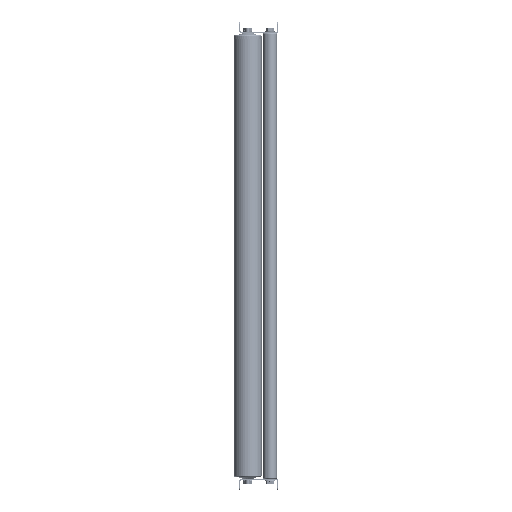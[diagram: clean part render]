
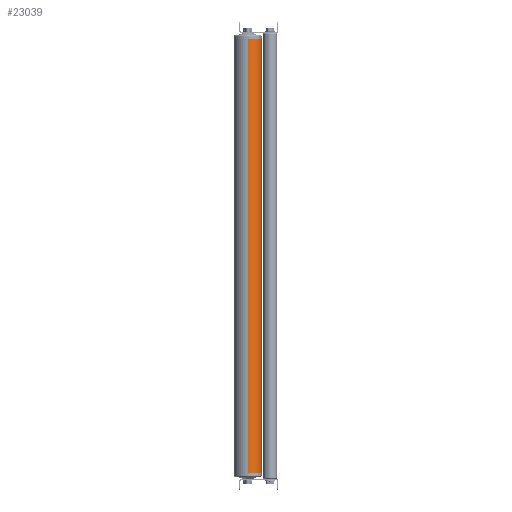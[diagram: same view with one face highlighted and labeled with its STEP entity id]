
A CAD part, left-side view. The second image highlights one B-rep face of the part: STEP entity #23039.
In plain terms, the highlighted cylindrical face has radius 25 mm (diameter 50 mm), a partial arc.
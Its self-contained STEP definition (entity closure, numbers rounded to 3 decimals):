
#2476 = DIRECTION ( 'NONE',  ( -1., 0., 0. ) ) ;
#6091 = CYLINDRICAL_SURFACE ( 'NONE', #31091, 25. ) ;
#7041 = VECTOR ( 'NONE', #2476, 1000. ) ;
#7503 = CARTESIAN_POINT ( 'NONE',  ( 780., 0., -25. ) ) ;
#8160 = LINE ( 'NONE', #7503, #54759 ) ;
#9143 = VERTEX_POINT ( 'NONE', #16174 ) ;
#10676 = CARTESIAN_POINT ( 'NONE',  ( 780., 0., 0. ) ) ;
#12643 = CARTESIAN_POINT ( 'NONE',  ( 780., 0., 25. ) ) ;
#13868 = EDGE_CURVE ( 'NONE', #22095, #35789, #57216, .T. ) ;
#16174 = CARTESIAN_POINT ( 'NONE',  ( 0., 0., -25. ) ) ;
#18738 = DIRECTION ( 'NONE',  ( 0., 0., -1. ) ) ;
#19310 = ORIENTED_EDGE ( 'NONE', *, *, #19713, .T. ) ;
#19713 = EDGE_CURVE ( 'NONE', #35789, #9143, #52846, .T. ) ;
#22095 = VERTEX_POINT ( 'NONE', #52897 ) ;
#22467 = EDGE_CURVE ( 'NONE', #22095, #43940, #42554, .T. ) ;
#23039 = ADVANCED_FACE ( 'NONE', ( #35575 ), #6091, .T. ) ;
#24648 = DIRECTION ( 'NONE',  ( 1., 0., 0. ) ) ;
#26105 = DIRECTION ( 'NONE',  ( -1., 0., 0. ) ) ;
#31091 = AXIS2_PLACEMENT_3D ( 'NONE', #10676, #26105, #46099 ) ;
#32496 = CARTESIAN_POINT ( 'NONE',  ( 0., 0., 25. ) ) ;
#34152 = AXIS2_PLACEMENT_3D ( 'NONE', #49541, #24648, #18738 ) ;
#35575 = FACE_OUTER_BOUND ( 'NONE', #61832, .T. ) ;
#35789 = VERTEX_POINT ( 'NONE', #32496 ) ;
#39568 = ORIENTED_EDGE ( 'NONE', *, *, #53320, .F. ) ;
#40241 = DIRECTION ( 'NONE',  ( 1., 0., 0. ) ) ;
#41279 = ORIENTED_EDGE ( 'NONE', *, *, #22467, .F. ) ;
#42554 = CIRCLE ( 'NONE', #34152, 25. ) ;
#43940 = VERTEX_POINT ( 'NONE', #51143 ) ;
#45144 = DIRECTION ( 'NONE',  ( 0., 0., -1. ) ) ;
#46099 = DIRECTION ( 'NONE',  ( 0., 0., 1. ) ) ;
#49541 = CARTESIAN_POINT ( 'NONE',  ( 780., 0., 0. ) ) ;
#49717 = AXIS2_PLACEMENT_3D ( 'NONE', #55604, #40241, #45144 ) ;
#51143 = CARTESIAN_POINT ( 'NONE',  ( 780., 0., -25. ) ) ;
#52846 = CIRCLE ( 'NONE', #49717, 25. ) ;
#52897 = CARTESIAN_POINT ( 'NONE',  ( 780., 0., 25. ) ) ;
#53320 = EDGE_CURVE ( 'NONE', #43940, #9143, #8160, .T. ) ;
#54759 = VECTOR ( 'NONE', #58294, 1000. ) ;
#55604 = CARTESIAN_POINT ( 'NONE',  ( 0., 0., 0. ) ) ;
#55985 = ORIENTED_EDGE ( 'NONE', *, *, #13868, .T. ) ;
#57216 = LINE ( 'NONE', #12643, #7041 ) ;
#58294 = DIRECTION ( 'NONE',  ( -1., 0., 0. ) ) ;
#61832 = EDGE_LOOP ( 'NONE', ( #39568, #41279, #55985, #19310 ) ) ;
